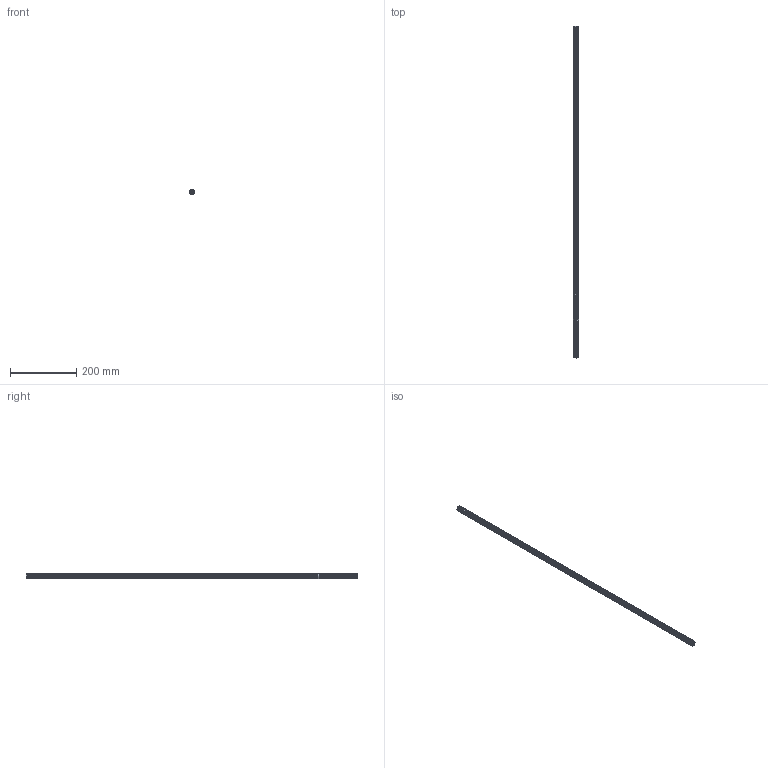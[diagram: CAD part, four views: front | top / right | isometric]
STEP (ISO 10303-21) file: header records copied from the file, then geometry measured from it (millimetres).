
FILE_DESCRIPTION((' Model'),'2;1');
FILE_NAME(' Shape Model','2024-02-19T11:55:43',(''),( ''),' ','','Unknown');
FILE_SCHEMA(('AUTOMOTIVE_DESIGN { 1 0 10303 214 1 1 1 1 }'));
Products named in the file (1):  STEP translator 7.5 1
Bounding box: 15.82 x 1000 x 15.82 mm (x, y, z)
Surface area: 51128.6 mm2 (no closed solid volume)
Topology: 0 solids, 1 shells, 8490 faces, 12735 edges, 4247 vertices
Faces by surface type: plane 8490
Entity records: 318397 total; most frequent: CARTESIAN_POINT 63678, DIRECTION 42452, ORIENTED_EDGE 25470, LINE 25470, VECTOR 25470, PCURVE 25470, DEFINITIONAL_REPRESENTATION 25470, EDGE_CURVE 12735
